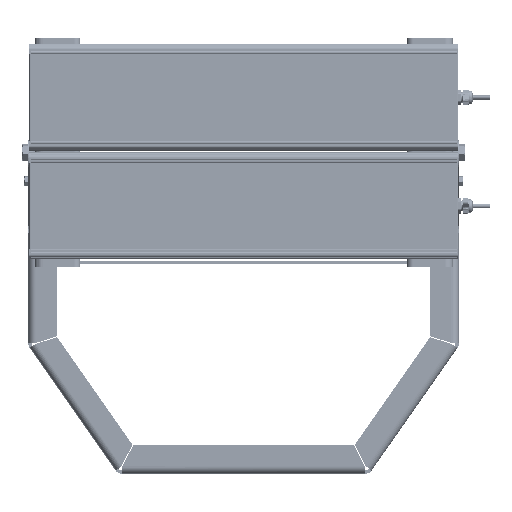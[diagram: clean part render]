
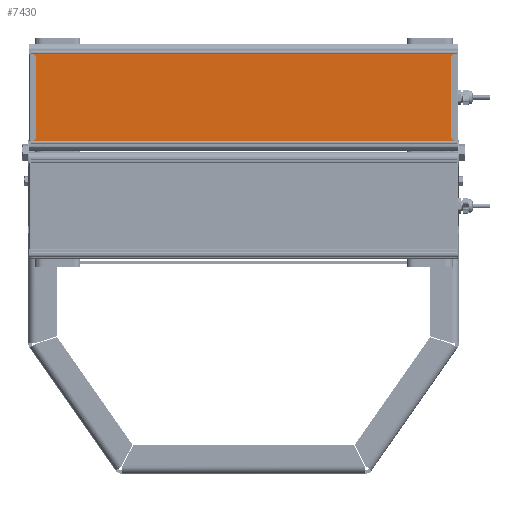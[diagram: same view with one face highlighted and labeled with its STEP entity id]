
A CAD part, front view. The second image highlights one B-rep face of the part: STEP entity #7430.
In plain terms, the highlighted face is planar.
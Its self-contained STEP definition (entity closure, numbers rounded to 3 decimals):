
#7430=ADVANCED_FACE('',(#23501),#23503,.T.);
#23501=FACE_BOUND('',#23502,.T.);
#23502=EDGE_LOOP('',(#55026,#55027,#55028,#55029));
#23503=PLANE('',#23504);
#23504=AXIS2_PLACEMENT_3D('',#23505,#23506,#23507);
#23505=CARTESIAN_POINT('',(2111.497,401.002,-34.582));
#23506=DIRECTION('',(0.,0.,-1.));
#23507=DIRECTION('',(0.,1.,0.));
#55026=ORIENTED_EDGE('',*,*,#63216,.F.);
#55027=ORIENTED_EDGE('',*,*,#63215,.T.);
#55028=ORIENTED_EDGE('',*,*,#63217,.F.);
#55029=ORIENTED_EDGE('',*,*,#63218,.F.);
#63215=EDGE_CURVE('',#71177,#71181,#71183,.T.);
#63216=EDGE_CURVE('',#71177,#71184,#71185,.T.);
#63217=EDGE_CURVE('',#71186,#71181,#71187,.T.);
#63218=EDGE_CURVE('',#71184,#71186,#71188,.T.);
#71177=VERTEX_POINT('',#102511);
#71181=VERTEX_POINT('',#102519);
#71183=LINE('',#102523,#102524);
#71184=VERTEX_POINT('',#102526);
#71185=LINE('',#102527,#102528);
#71186=VERTEX_POINT('',#102530);
#71187=LINE('',#102531,#102532);
#71188=LINE('',#102534,#102535);
#102511=CARTESIAN_POINT('',(2111.497,565.13,-34.582));
#102519=CARTESIAN_POINT('',(2857.497,565.13,-34.582));
#102523=CARTESIAN_POINT('',(2111.497,565.13,-34.582));
#102524=VECTOR('',#102525,1.);
#102525=DIRECTION('',(1.,0.,0.));
#102526=CARTESIAN_POINT('',(2111.497,401.002,-34.582));
#102527=CARTESIAN_POINT('',(2111.497,565.13,-34.582));
#102528=VECTOR('',#102529,1.);
#102529=DIRECTION('',(0.,-1.,0.));
#102530=CARTESIAN_POINT('',(2857.497,401.002,-34.582));
#102531=CARTESIAN_POINT('',(2857.497,401.002,-34.582));
#102532=VECTOR('',#102533,1.);
#102533=DIRECTION('',(0.,1.,0.));
#102534=CARTESIAN_POINT('',(2111.497,401.002,-34.582));
#102535=VECTOR('',#102536,1.);
#102536=DIRECTION('',(1.,0.,0.));
